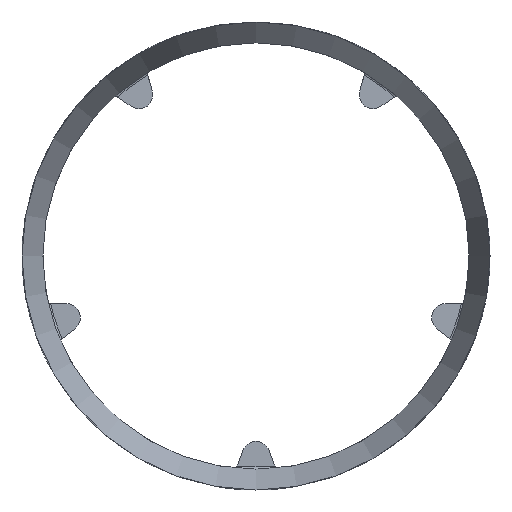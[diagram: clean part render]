
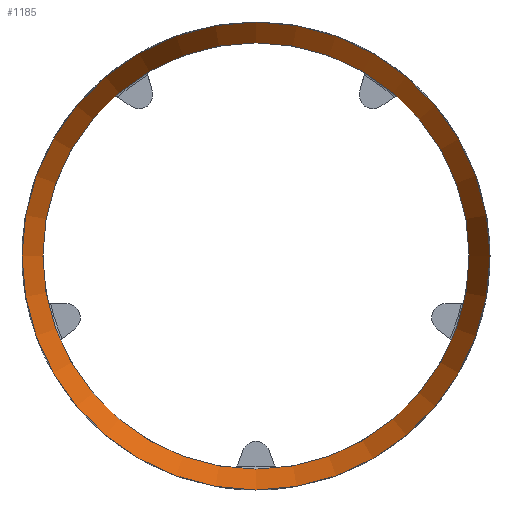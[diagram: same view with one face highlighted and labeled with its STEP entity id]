
A CAD part, front view. The second image highlights one B-rep face of the part: STEP entity #1185.
In plain terms, the highlighted conical face has half-angle 25 degrees and reference radius 48.25 mm.
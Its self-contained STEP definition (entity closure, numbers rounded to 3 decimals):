
#15=CONICAL_SURFACE('',#1288,48.25,0.436);
#115=LINE('',#2673,#193);
#193=VECTOR('',#1544,48.25);
#290=FACE_OUTER_BOUND('',#353,.T.);
#353=EDGE_LOOP('',(#1074,#1075,#1076,#1077));
#394=CIRCLE('',#1287,46.);
#395=CIRCLE('',#1289,50.5);
#576=VERTEX_POINT('',#2668);
#577=VERTEX_POINT('',#2672);
#754=EDGE_CURVE('',#576,#576,#394,.T.);
#755=EDGE_CURVE('',#576,#577,#115,.T.);
#756=EDGE_CURVE('',#577,#577,#395,.T.);
#1074=ORIENTED_EDGE('',*,*,#754,.T.);
#1075=ORIENTED_EDGE('',*,*,#755,.T.);
#1076=ORIENTED_EDGE('',*,*,#756,.F.);
#1077=ORIENTED_EDGE('',*,*,#755,.F.);
#1185=ADVANCED_FACE('',(#290),#15,.F.);
#1287=AXIS2_PLACEMENT_3D('',#2670,#1540,#1541);
#1288=AXIS2_PLACEMENT_3D('',#2671,#1542,#1543);
#1289=AXIS2_PLACEMENT_3D('',#2674,#1545,#1546);
#1540=DIRECTION('center_axis',(0.,1.,0.));
#1541=DIRECTION('ref_axis',(1.,0.,0.));
#1542=DIRECTION('center_axis',(0.,-1.,0.));
#1543=DIRECTION('ref_axis',(0.,0.,1.));
#1544=DIRECTION('',(0.,-0.906,-0.423));
#1545=DIRECTION('center_axis',(0.,1.,0.));
#1546=DIRECTION('ref_axis',(1.,0.,0.));
#2668=CARTESIAN_POINT('',(0.,-40.,-46.));
#2670=CARTESIAN_POINT('Origin',(0.,-40.,0.));
#2671=CARTESIAN_POINT('Origin',(0.,-44.825,0.));
#2672=CARTESIAN_POINT('',(0.,-49.65,-50.5));
#2673=CARTESIAN_POINT('',(0.,-44.825,-48.25));
#2674=CARTESIAN_POINT('Origin',(0.,-49.65,0.));
